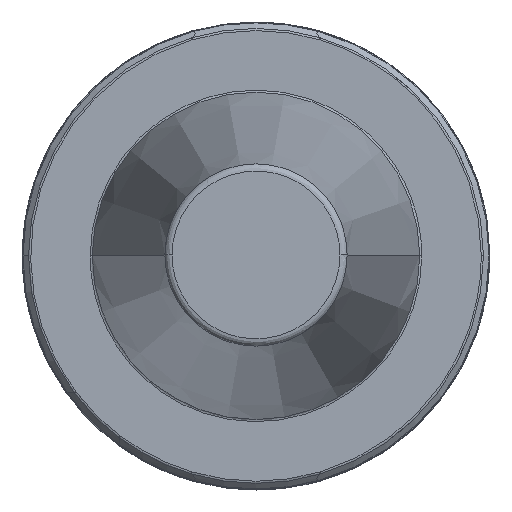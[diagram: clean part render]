
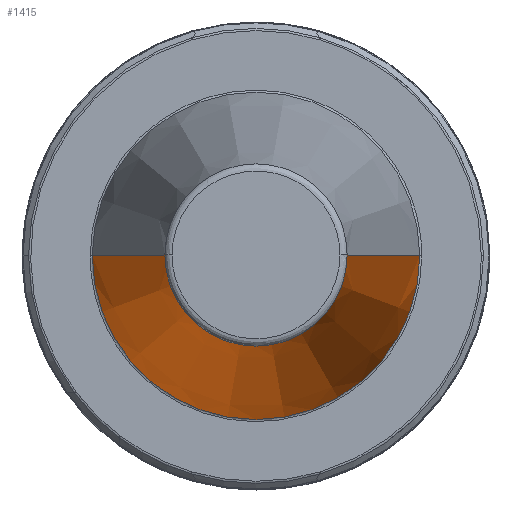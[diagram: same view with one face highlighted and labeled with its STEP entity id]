
A CAD part, top view. The second image highlights one B-rep face of the part: STEP entity #1415.
In plain terms, the highlighted conical face has half-angle 8.297 degrees and reference radius 22.225 mm.
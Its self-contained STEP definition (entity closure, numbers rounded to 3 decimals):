
#42 = CARTESIAN_POINT ( 'NONE',  ( -22.225, 0., 0. ) ) ;
#129 = CARTESIAN_POINT ( 'NONE',  ( 12.375, 0., 67.544 ) ) ;
#147 = CIRCLE ( 'NONE', #2171, 12.375 ) ;
#290 = DIRECTION ( 'NONE',  ( 0., 0., 1. ) ) ;
#311 = EDGE_CURVE ( 'NONE', #3471, #410, #1862, .T. ) ;
#410 = VERTEX_POINT ( 'NONE', #3716 ) ;
#486 = EDGE_LOOP ( 'NONE', ( #2410, #3510, #1774, #3227 ) ) ;
#531 = AXIS2_PLACEMENT_3D ( 'NONE', #3345, #3272, #3278 ) ;
#834 = VERTEX_POINT ( 'NONE', #129 ) ;
#1063 = EDGE_CURVE ( 'NONE', #834, #410, #2784, .T. ) ;
#1240 = AXIS2_PLACEMENT_3D ( 'NONE', #3383, #290, #2498 ) ;
#1415 = ADVANCED_FACE ( 'NONE', ( #2436 ), #3922, .T. ) ;
#1771 = VECTOR ( 'NONE', #4011, 1000. ) ;
#1774 = ORIENTED_EDGE ( 'NONE', *, *, #3577, .T. ) ;
#1862 = CIRCLE ( 'NONE', #1240, 22.225 ) ;
#2171 = AXIS2_PLACEMENT_3D ( 'NONE', #4103, #4098, #4087 ) ;
#2185 = VECTOR ( 'NONE', #3548, 1000. ) ;
#2410 = ORIENTED_EDGE ( 'NONE', *, *, #1063, .F. ) ;
#2436 = FACE_OUTER_BOUND ( 'NONE', #486, .T. ) ;
#2498 = DIRECTION ( 'NONE',  ( -1., 0., 0. ) ) ;
#2512 = EDGE_CURVE ( 'NONE', #834, #3972, #147, .T. ) ;
#2784 = LINE ( 'NONE', #4027, #1771 ) ;
#3145 = CARTESIAN_POINT ( 'NONE',  ( -22.225, 0., 0. ) ) ;
#3227 = ORIENTED_EDGE ( 'NONE', *, *, #311, .T. ) ;
#3272 = DIRECTION ( 'NONE',  ( 0., 0., -1. ) ) ;
#3278 = DIRECTION ( 'NONE',  ( -1., 0., 0. ) ) ;
#3345 = CARTESIAN_POINT ( 'NONE',  ( 0., 0., 0. ) ) ;
#3383 = CARTESIAN_POINT ( 'NONE',  ( 0., 0., 0. ) ) ;
#3389 = CARTESIAN_POINT ( 'NONE',  ( -12.375, 0., 67.544 ) ) ;
#3471 = VERTEX_POINT ( 'NONE', #42 ) ;
#3510 = ORIENTED_EDGE ( 'NONE', *, *, #2512, .T. ) ;
#3548 = DIRECTION ( 'NONE',  ( -0.144, 0., -0.99 ) ) ;
#3577 = EDGE_CURVE ( 'NONE', #3972, #3471, #3826, .T. ) ;
#3716 = CARTESIAN_POINT ( 'NONE',  ( 22.225, 0., 0. ) ) ;
#3826 = LINE ( 'NONE', #3145, #2185 ) ;
#3922 = CONICAL_SURFACE ( 'NONE', #531, 22.225, 0.145 ) ;
#3972 = VERTEX_POINT ( 'NONE', #3389 ) ;
#4011 = DIRECTION ( 'NONE',  ( 0.144, 0., -0.99 ) ) ;
#4027 = CARTESIAN_POINT ( 'NONE',  ( 22.225, 0., 0. ) ) ;
#4087 = DIRECTION ( 'NONE',  ( -1., 0., 0. ) ) ;
#4098 = DIRECTION ( 'NONE',  ( 0., 0., -1. ) ) ;
#4103 = CARTESIAN_POINT ( 'NONE',  ( 0., 0., 67.544 ) ) ;
